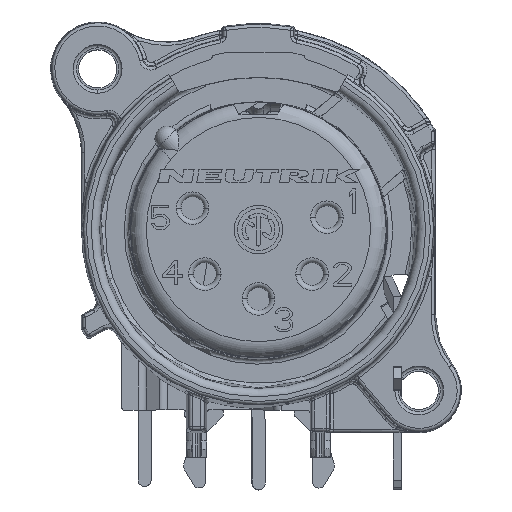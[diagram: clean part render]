
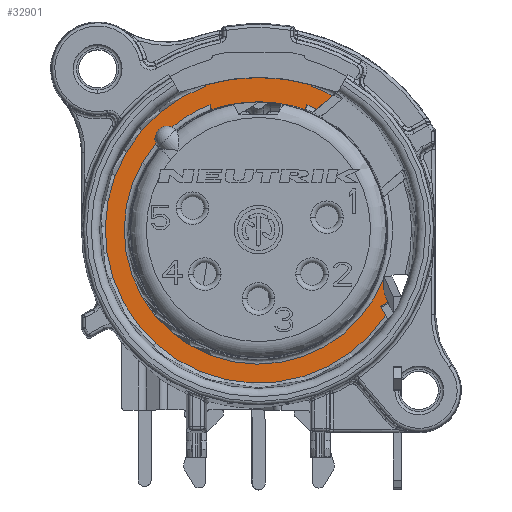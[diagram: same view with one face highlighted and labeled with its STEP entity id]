
A CAD part, top view. The second image highlights one B-rep face of the part: STEP entity #32901.
In plain terms, the highlighted planar face has unit normal (0, 0, 1).
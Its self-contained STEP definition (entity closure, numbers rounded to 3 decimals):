
#5065=CARTESIAN_POINT('',(2.91,7.467,-13.));
#5066=CARTESIAN_POINT('',(2.916,7.484,-13.));
#5067=CARTESIAN_POINT('',(2.929,7.53,-13.));
#5068=CARTESIAN_POINT('',(2.951,7.612,-13.));
#5069=CARTESIAN_POINT('',(2.968,7.677,-13.));
#5070=CARTESIAN_POINT('',(2.977,7.712,-13.));
#5072=CARTESIAN_POINT('',(2.887,7.377,-13.));
#5073=CARTESIAN_POINT('',(2.889,7.385,-13.));
#5074=CARTESIAN_POINT('',(2.894,7.408,-13.));
#5075=CARTESIAN_POINT('',(2.902,7.437,-13.));
#5076=CARTESIAN_POINT('',(2.908,7.459,-13.));
#5077=CARTESIAN_POINT('',(2.91,7.467,-13.));
#5079=CARTESIAN_POINT('',(0.001,-0.743,-13.));
#5080=DIRECTION('',(0.,0.,-1.));
#5081=DIRECTION('',(-0.336,0.942,0.));
#5082=AXIS2_PLACEMENT_3D('',#5079,#5080,#5081);
#5084=DIRECTION('',(0.24,-0.971,0.));
#5085=VECTOR('',#5084,0.347);
#5086=CARTESIAN_POINT('',(-2.981,7.71,-13.));
#5087=LINE('',#5086,#5085);
#5088=CARTESIAN_POINT('',(-5.621,5.621,-13.));
#5089=DIRECTION('',(0.,0.,1.));
#5090=DIRECTION('',(0.382,0.924,0.));
#5091=AXIS2_PLACEMENT_3D('',#5088,#5089,#5090);
#5093=DIRECTION('',(0.017,-1.,0.));
#5094=VECTOR('',#5093,0.918);
#5095=CARTESIAN_POINT('',(7.72,-2.956,-13.));
#5096=LINE('',#5095,#5094);
#5097=DIRECTION('',(-1.,0.,0.));
#5098=VECTOR('',#5097,0.205);
#5099=CARTESIAN_POINT('',(7.94,-3.874,-13.));
#5100=LINE('',#5099,#5098);
#5101=DIRECTION('',(0.,1.,0.));
#5102=VECTOR('',#5101,0.833);
#5103=CARTESIAN_POINT('',(7.94,-4.707,-13.));
#5104=LINE('',#5103,#5102);
#5105=DIRECTION('',(-0.866,-0.5,0.));
#5106=VECTOR('',#5105,0.358);
#5107=CARTESIAN_POINT('',(7.94,-4.707,-13.));
#5108=LINE('',#5107,#5106);
#5109=DIRECTION('',(0.5,-0.866,0.));
#5110=VECTOR('',#5109,0.418);
#5111=CARTESIAN_POINT('',(7.63,-4.886,-13.));
#5112=LINE('',#5111,#5110);
#5113=DIRECTION('',(0.24,-0.971,0.));
#5114=VECTOR('',#5113,0.077);
#5115=CARTESIAN_POINT('',(-3.282,8.926,-13.));
#5116=LINE('',#5115,#5114);
#5117=CARTESIAN_POINT('',(0.,-2.594,-13.));
#5118=DIRECTION('',(0.,0.,1.));
#5119=DIRECTION('',(0.274,0.962,0.));
#5120=AXIS2_PLACEMENT_3D('',#5117,#5118,#5119);
#5122=DIRECTION('',(0.24,0.971,0.));
#5123=VECTOR('',#5122,0.077);
#5124=CARTESIAN_POINT('',(3.263,8.851,-13.));
#5125=LINE('',#5124,#5123);
#5126=DIRECTION('',(-0.766,-0.643,0.));
#5127=VECTOR('',#5126,1.264);
#5128=CARTESIAN_POINT('',(4.558,8.259,-13.));
#5129=LINE('',#5128,#5127);
#5778=CARTESIAN_POINT('',(0.,0.,-13.));
#5779=DIRECTION('',(0.,0.,-1.));
#5780=DIRECTION('',(0.934,-0.358,0.));
#5781=AXIS2_PLACEMENT_3D('',#5778,#5779,#5780);
#5826=CARTESIAN_POINT('',(0.,0.,-13.));
#5827=DIRECTION('',(0.,0.,-1.));
#5828=DIRECTION('',(0.36,0.933,0.));
#5829=AXIS2_PLACEMENT_3D('',#5826,#5827,#5828);
#5855=CARTESIAN_POINT('',(2.977,7.712,-13.));
#5883=CARTESIAN_POINT('',(0.,0.,-13.));
#5884=DIRECTION('',(0.,0.,-1.));
#5885=DIRECTION('',(-0.645,0.764,0.));
#5886=AXIS2_PLACEMENT_3D('',#5883,#5884,#5885);
#5897=CARTESIAN_POINT('',(-2.981,7.71,-13.));
#13704=CARTESIAN_POINT('',(0.,0.,-13.));
#13705=DIRECTION('',(0.,0.,1.));
#13706=DIRECTION('',(0.483,0.876,0.));
#13707=AXIS2_PLACEMENT_3D('',#13704,#13705,#13706);
#13713=CARTESIAN_POINT('',(3.263,8.851,-13.));
#13715=CARTESIAN_POINT('',(0.,0.,-13.));
#13716=DIRECTION('',(0.,0.,1.));
#13717=DIRECTION('',(-0.346,0.938,0.));
#13718=AXIS2_PLACEMENT_3D('',#13715,#13716,#13717);
#13762=CARTESIAN_POINT('',(-3.263,8.851,-13.));
#21207=CARTESIAN_POINT('',(-5.335,6.315,-13.));
#21208=CARTESIAN_POINT('',(-6.315,5.335,-13.));
#21209=VERTEX_POINT('',#21207);
#21210=VERTEX_POINT('',#21208);
#21251=CARTESIAN_POINT('',(4.558,8.259,-13.));
#21252=CARTESIAN_POINT('',(3.59,7.446,-13.));
#21253=VERTEX_POINT('',#21251);
#21254=VERTEX_POINT('',#21252);
#25118=CARTESIAN_POINT('',(7.94,-4.707,-13.));
#25119=CARTESIAN_POINT('',(7.63,-4.886,-13.));
#25120=VERTEX_POINT('',#25118);
#25121=VERTEX_POINT('',#25119);
#25122=CARTESIAN_POINT('',(7.839,-5.248,-13.));
#25123=VERTEX_POINT('',#25122);
#25124=CARTESIAN_POINT('',(7.72,-2.956,-13.));
#25125=CARTESIAN_POINT('',(7.735,-3.874,-13.));
#25126=VERTEX_POINT('',#25124);
#25127=VERTEX_POINT('',#25125);
#25132=CARTESIAN_POINT('',(7.94,-3.874,-13.));
#25133=VERTEX_POINT('',#25132);
#25677=CARTESIAN_POINT('',(-2.898,7.373,-13.));
#25678=CARTESIAN_POINT('',(2.887,7.377,-13.));
#25679=VERTEX_POINT('',#25677);
#25680=VERTEX_POINT('',#25678);
#25681=VERTEX_POINT('',#5077);
#25682=CARTESIAN_POINT('',(3.282,8.926,-13.));
#25683=CARTESIAN_POINT('',(-3.282,8.926,-13.));
#25684=VERTEX_POINT('',#25682);
#25685=VERTEX_POINT('',#25683);
#25694=VERTEX_POINT('',#13713);
#25695=VERTEX_POINT('',#13762);
#25698=VERTEX_POINT('',#5855);
#25699=VERTEX_POINT('',#5897);
#32858=CARTESIAN_POINT('',(0.,0.,-13.));
#32859=DIRECTION('',(0.,0.,-1.));
#32860=DIRECTION('',(0.,-1.,0.));
#32861=AXIS2_PLACEMENT_3D('',#32858,#32859,#32860);
#32862=PLANE('',#32861);
#32864=ORIENTED_EDGE('',*,*,#32863,.F.);
#32866=ORIENTED_EDGE('',*,*,#32865,.F.);
#32867=ORIENTED_EDGE('',*,*,#32829,.F.);
#32868=ORIENTED_EDGE('',*,*,#32726,.F.);
#32870=ORIENTED_EDGE('',*,*,#32869,.F.);
#32872=ORIENTED_EDGE('',*,*,#32871,.F.);
#32874=ORIENTED_EDGE('',*,*,#32873,.T.);
#32876=ORIENTED_EDGE('',*,*,#32875,.F.);
#32878=ORIENTED_EDGE('',*,*,#32877,.T.);
#32880=ORIENTED_EDGE('',*,*,#32879,.F.);
#32882=ORIENTED_EDGE('',*,*,#32881,.F.);
#32884=ORIENTED_EDGE('',*,*,#32883,.T.);
#32886=ORIENTED_EDGE('',*,*,#32885,.T.);
#32888=ORIENTED_EDGE('',*,*,#32887,.F.);
#32890=ORIENTED_EDGE('',*,*,#32889,.F.);
#32892=ORIENTED_EDGE('',*,*,#32891,.F.);
#32894=ORIENTED_EDGE('',*,*,#32893,.F.);
#32896=ORIENTED_EDGE('',*,*,#32895,.F.);
#32898=ORIENTED_EDGE('',*,*,#32897,.T.);
#32899=EDGE_LOOP('',(#32864,#32866,#32867,#32868,#32870,#32872,#32874,#32876,
#32878,#32880,#32882,#32884,#32886,#32888,#32890,#32892,#32894,#32896,#32898));
#32900=FACE_OUTER_BOUND('',#32899,.F.);
#32901=ADVANCED_FACE('',(#32900),#32862,.F.);
#5071=B_SPLINE_CURVE_WITH_KNOTS('',3,(#5065,#5066,#5067,#5068,#5069,#5070),
.UNSPECIFIED.,.F.,.F.,(4,1,1,4),(0.,0.21,0.571,1.),
.UNSPECIFIED.);
#5078=B_SPLINE_CURVE_WITH_KNOTS('',3,(#5072,#5073,#5074,#5075,#5076,#5077),
.UNSPECIFIED.,.F.,.F.,(4,1,1,4),(0.,0.263,0.747,1.),
.UNSPECIFIED.);
#5083=CIRCLE('',#5082,8.618);
#5092=CIRCLE('',#5091,0.75);
#5121=CIRCLE('',#5120,11.978);
#5782=CIRCLE('',#5781,8.267);
#5830=CIRCLE('',#5829,8.267);
#5887=CIRCLE('',#5886,8.267);
#13708=CIRCLE('',#13707,9.433);
#13719=CIRCLE('',#13718,9.433);
#32726=EDGE_CURVE('',#25679,#25680,#5083,.T.);
#32829=EDGE_CURVE('',#25680,#25681,#5078,.T.);
#32863=EDGE_CURVE('',#25698,#21254,#5830,.T.);
#32865=EDGE_CURVE('',#25681,#25698,#5071,.T.);
#32869=EDGE_CURVE('',#25699,#25679,#5087,.T.);
#32871=EDGE_CURVE('',#21209,#25699,#5887,.T.);
#32873=EDGE_CURVE('',#21209,#21210,#5092,.T.);
#32875=EDGE_CURVE('',#25126,#21210,#5782,.T.);
#32877=EDGE_CURVE('',#25126,#25127,#5096,.T.);
#32879=EDGE_CURVE('',#25133,#25127,#5100,.T.);
#32881=EDGE_CURVE('',#25120,#25133,#5104,.T.);
#32883=EDGE_CURVE('',#25120,#25121,#5108,.T.);
#32885=EDGE_CURVE('',#25121,#25123,#5112,.T.);
#32887=EDGE_CURVE('',#25695,#25123,#13719,.T.);
#32889=EDGE_CURVE('',#25685,#25695,#5116,.T.);
#32891=EDGE_CURVE('',#25684,#25685,#5121,.T.);
#32893=EDGE_CURVE('',#25694,#25684,#5125,.T.);
#32895=EDGE_CURVE('',#21253,#25694,#13708,.T.);
#32897=EDGE_CURVE('',#21253,#21254,#5129,.T.);
